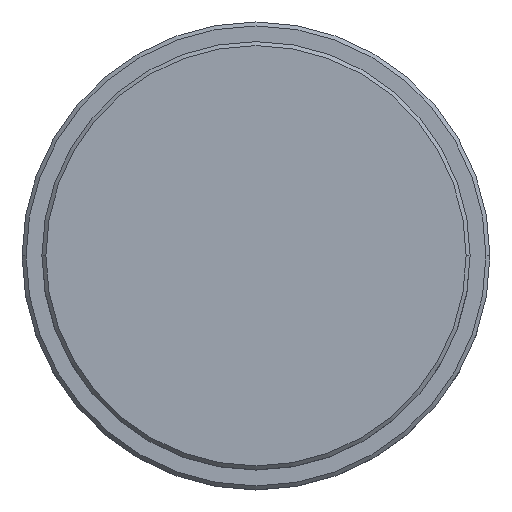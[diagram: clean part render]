
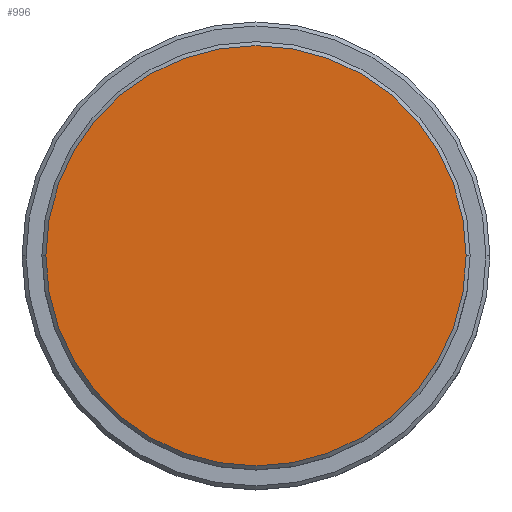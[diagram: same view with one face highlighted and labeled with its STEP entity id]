
A CAD part, top view. The second image highlights one B-rep face of the part: STEP entity #996.
In plain terms, the highlighted planar face has unit normal (0, 0, 1).
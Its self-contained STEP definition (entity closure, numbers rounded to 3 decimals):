
#37 = EDGE_CURVE ( 'NONE', #1253, #552, #653, .T. ) ;
#68 = DIRECTION ( 'NONE',  ( 0., 0., 1. ) ) ;
#146 = AXIS2_PLACEMENT_3D ( 'NONE', #524, #540, #534 ) ;
#157 = EDGE_LOOP ( 'NONE', ( #349, #518 ) ) ;
#349 = ORIENTED_EDGE ( 'NONE', *, *, #37, .T. ) ;
#475 = AXIS2_PLACEMENT_3D ( 'NONE', #1062, #68, #1047 ) ;
#518 = ORIENTED_EDGE ( 'NONE', *, *, #1326, .T. ) ;
#524 = CARTESIAN_POINT ( 'NONE',  ( 0., 0., 0. ) ) ;
#534 = DIRECTION ( 'NONE',  ( 1., 0., 0. ) ) ;
#540 = DIRECTION ( 'NONE',  ( 0., 0., 1. ) ) ;
#552 = VERTEX_POINT ( 'NONE', #994 ) ;
#579 = CARTESIAN_POINT ( 'NONE',  ( -26.5, 0., 0. ) ) ;
#653 = CIRCLE ( 'NONE', #475, 26.5 ) ;
#758 = DIRECTION ( 'NONE',  ( 1., 0., 0. ) ) ;
#907 = AXIS2_PLACEMENT_3D ( 'NONE', #1292, #1188, #758 ) ;
#994 = CARTESIAN_POINT ( 'NONE',  ( 26.5, 0., 0. ) ) ;
#996 = ADVANCED_FACE ( 'NONE', ( #1301 ), #1172, .T. ) ;
#1047 = DIRECTION ( 'NONE',  ( 1., 0., 0. ) ) ;
#1062 = CARTESIAN_POINT ( 'NONE',  ( 0., 0., 0. ) ) ;
#1172 = PLANE ( 'NONE',  #907 ) ;
#1188 = DIRECTION ( 'NONE',  ( 0., 0., 1. ) ) ;
#1200 = CIRCLE ( 'NONE', #146, 26.5 ) ;
#1253 = VERTEX_POINT ( 'NONE', #579 ) ;
#1292 = CARTESIAN_POINT ( 'NONE',  ( 0., 0., 0. ) ) ;
#1301 = FACE_OUTER_BOUND ( 'NONE', #157, .T. ) ;
#1326 = EDGE_CURVE ( 'NONE', #552, #1253, #1200, .T. ) ;
